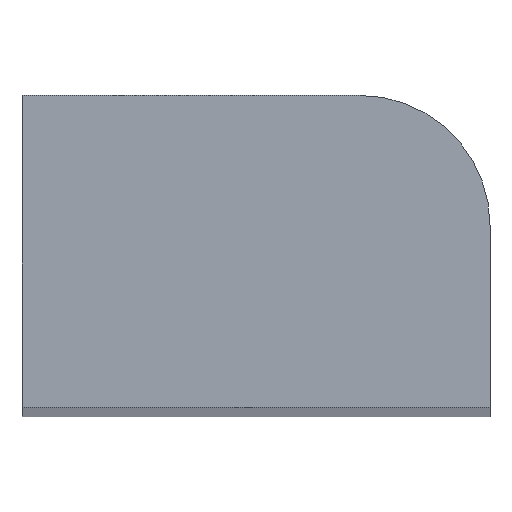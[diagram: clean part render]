
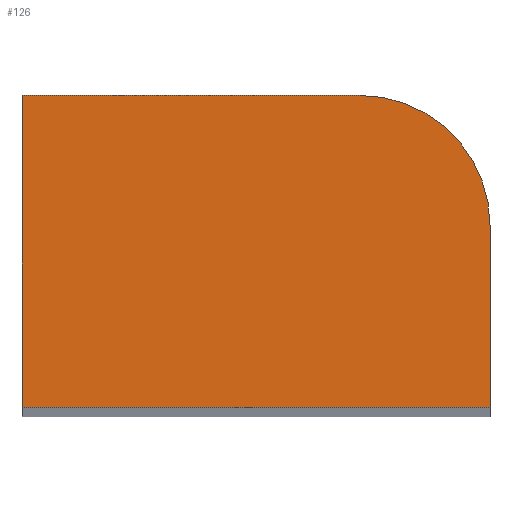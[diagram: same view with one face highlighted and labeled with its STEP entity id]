
A CAD part, top view. The second image highlights one B-rep face of the part: STEP entity #126.
In plain terms, the highlighted planar face has unit normal (0, 0, 1).
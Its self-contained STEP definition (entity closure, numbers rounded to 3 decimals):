
#23=FACE_OUTER_BOUND('',#30,.T.);
#30=EDGE_LOOP('',(#109,#110,#111,#112,#113));
#32=CIRCLE('',#152,2.5);
#37=LINE('',#204,#50);
#40=LINE('',#209,#53);
#43=LINE('',#217,#56);
#45=LINE('',#220,#58);
#50=VECTOR('',#168,10.);
#53=VECTOR('',#173,10.);
#56=VECTOR('',#182,10.);
#58=VECTOR('',#186,10.);
#64=VERTEX_POINT('',#202);
#65=VERTEX_POINT('',#203);
#66=VERTEX_POINT('',#208);
#67=VERTEX_POINT('',#212);
#68=VERTEX_POINT('',#216);
#74=EDGE_CURVE('',#64,#65,#37,.T.);
#77=EDGE_CURVE('',#65,#66,#40,.T.);
#79=EDGE_CURVE('',#66,#67,#32,.T.);
#81=EDGE_CURVE('',#67,#68,#43,.T.);
#83=EDGE_CURVE('',#68,#64,#45,.T.);
#109=ORIENTED_EDGE('',*,*,#74,.F.);
#110=ORIENTED_EDGE('',*,*,#83,.F.);
#111=ORIENTED_EDGE('',*,*,#81,.F.);
#112=ORIENTED_EDGE('',*,*,#79,.F.);
#113=ORIENTED_EDGE('',*,*,#77,.F.);
#119=PLANE('',#155);
#126=ADVANCED_FACE('',(#23),#119,.T.);
#152=AXIS2_PLACEMENT_3D('',#213,#177,#178);
#155=AXIS2_PLACEMENT_3D('',#221,#187,#188);
#168=DIRECTION('',(0.,1.,0.));
#173=DIRECTION('',(1.,0.,0.));
#177=DIRECTION('center_axis',(0.,0.,-1.));
#178=DIRECTION('ref_axis',(1.,0.,0.));
#182=DIRECTION('',(0.,-1.,0.));
#186=DIRECTION('',(-1.,0.,0.));
#187=DIRECTION('center_axis',(0.,0.,1.));
#188=DIRECTION('ref_axis',(1.,0.,0.));
#202=CARTESIAN_POINT('',(-4.5,-3.,50.));
#203=CARTESIAN_POINT('',(-4.5,3.,50.));
#204=CARTESIAN_POINT('',(-4.5,3.,50.));
#208=CARTESIAN_POINT('',(2.,3.,50.));
#209=CARTESIAN_POINT('',(2.,3.,50.));
#212=CARTESIAN_POINT('',(4.5,0.5,50.));
#213=CARTESIAN_POINT('Origin',(2.,0.5,50.));
#216=CARTESIAN_POINT('',(4.5,-3.,50.));
#217=CARTESIAN_POINT('',(4.5,-3.,50.));
#220=CARTESIAN_POINT('',(-4.5,-3.,50.));
#221=CARTESIAN_POINT('Origin',(-0.187,-0.131,50.));
